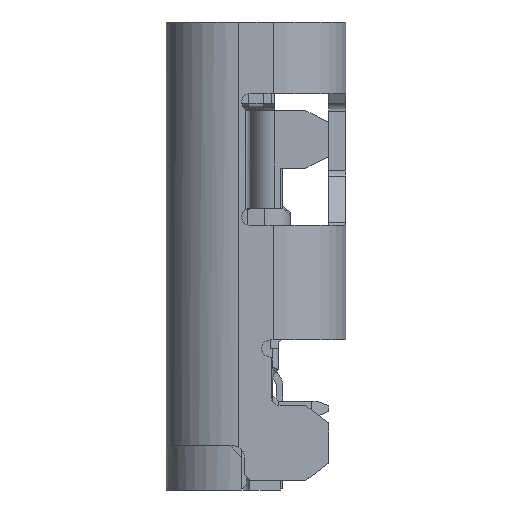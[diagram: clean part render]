
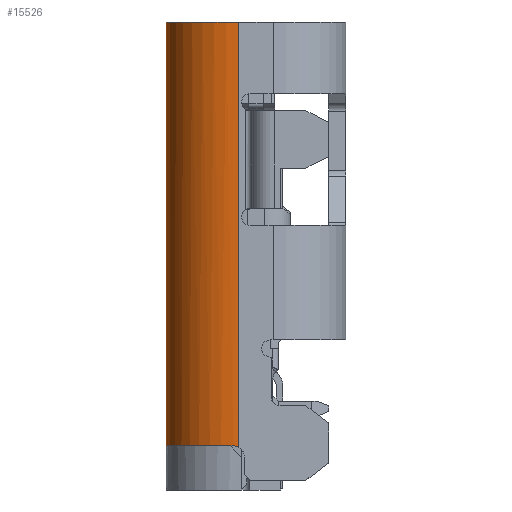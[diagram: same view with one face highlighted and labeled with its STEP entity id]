
A CAD part, left-side view. The second image highlights one B-rep face of the part: STEP entity #15526.
In plain terms, the highlighted cylindrical face has radius 1.27 mm (diameter 2.54 mm), a partial arc.
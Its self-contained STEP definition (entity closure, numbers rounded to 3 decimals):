
#127 = EDGE_LOOP ( 'NONE', ( #13873, #16460, #16477, #14221, #18592 ) ) ;
#1050 = CIRCLE ( 'NONE', #22215, 1.27 ) ;
#1077 = CARTESIAN_POINT ( 'NONE',  ( -4.47, 0.3, -3.3 ) ) ;
#1179 = DIRECTION ( 'NONE',  ( 0., 0., 1. ) ) ;
#3675 = DIRECTION ( 'NONE',  ( 0., 0., -1. ) ) ;
#3714 = VECTOR ( 'NONE', #13831, 1000. ) ;
#4251 = CARTESIAN_POINT ( 'NONE',  ( -4.47, 0.3, -2.727 ) ) ;
#4373 = CARTESIAN_POINT ( 'NONE',  ( -4.466, 0.4, -2.7 ) ) ;
#5383 = CARTESIAN_POINT ( 'NONE',  ( -3.2, 0.3, 23.577 ) ) ;
#5895 = CARTESIAN_POINT ( 'NONE',  ( -4.466, 0.4, -2.7 ) ) ;
#6720 = CARTESIAN_POINT ( 'NONE',  ( -4.47, 0.335, -2.708 ) ) ;
#7696 = VERTEX_POINT ( 'NONE', #4251 ) ;
#7737 = DIRECTION ( 'NONE',  ( 0., 0., -1. ) ) ;
#7743 = CYLINDRICAL_SURFACE ( 'NONE', #14806, 1.27 ) ;
#9620 = CARTESIAN_POINT ( 'NONE',  ( -4.47, 0.3, 4.7 ) ) ;
#10421 = EDGE_CURVE ( 'NONE', #19180, #7696, #20714, .T. ) ;
#13097 = EDGE_CURVE ( 'NONE', #18070, #16488, #13735, .T. ) ;
#13735 = CIRCLE ( 'NONE', #24702, 1.27 ) ;
#13831 = DIRECTION ( 'NONE',  ( 0., 0., 1. ) ) ;
#13873 = ORIENTED_EDGE ( 'NONE', *, *, #29476, .F. ) ;
#14221 = ORIENTED_EDGE ( 'NONE', *, *, #13097, .F. ) ;
#14631 = DIRECTION ( 'NONE',  ( -1., 0., 0. ) ) ;
#14806 = AXIS2_PLACEMENT_3D ( 'NONE', #5383, #7737, #14631 ) ;
#15137 = CARTESIAN_POINT ( 'NONE',  ( -3.2, 0.3, 4.7 ) ) ;
#15526 = ADVANCED_FACE ( 'NONE', ( #20104 ), #7743, .T. ) ;
#15609 = EDGE_CURVE ( 'NONE', #7696, #16488, #17912, .T. ) ;
#16460 = ORIENTED_EDGE ( 'NONE', *, *, #10421, .T. ) ;
#16477 = ORIENTED_EDGE ( 'NONE', *, *, #15609, .T. ) ;
#16488 = VERTEX_POINT ( 'NONE', #9620 ) ;
#17244 = VERTEX_POINT ( 'NONE', #26283 ) ;
#17464 = DIRECTION ( 'NONE',  ( -1., 0., 0. ) ) ;
#17479 = DIRECTION ( 'NONE',  ( 0., 0., 1. ) ) ;
#17604 = CARTESIAN_POINT ( 'NONE',  ( -3.2, 0.3, -2.7 ) ) ;
#17912 = LINE ( 'NONE', #1077, #29584 ) ;
#18070 = VERTEX_POINT ( 'NONE', #29252 ) ;
#18289 = CARTESIAN_POINT ( 'NONE',  ( -4.469, 0.357, -2.702 ) ) ;
#18592 = ORIENTED_EDGE ( 'NONE', *, *, #28172, .F. ) ;
#19180 = VERTEX_POINT ( 'NONE', #5895 ) ;
#19937 = DIRECTION ( 'NONE',  ( -1., 0., 0. ) ) ;
#20104 = FACE_OUTER_BOUND ( 'NONE', #127, .T. ) ;
#20714 = B_SPLINE_CURVE_WITH_KNOTS ( 'NONE', 3,
 ( #4373, #18289, #6720, #22983 ),
 .UNSPECIFIED., .F., .F.,
 ( 4, 4 ),
 ( 0., 1. ),
 .UNSPECIFIED. ) ;
#22215 = AXIS2_PLACEMENT_3D ( 'NONE', #17604, #3675, #19937 ) ;
#22983 = CARTESIAN_POINT ( 'NONE',  ( -4.47, 0.3, -2.727 ) ) ;
#23208 = CARTESIAN_POINT ( 'NONE',  ( -3.2, 1.57, -3.3 ) ) ;
#24702 = AXIS2_PLACEMENT_3D ( 'NONE', #15137, #1179, #17464 ) ;
#26283 = CARTESIAN_POINT ( 'NONE',  ( -3.2, 1.57, -2.7 ) ) ;
#28172 = EDGE_CURVE ( 'NONE', #17244, #18070, #28442, .T. ) ;
#28442 = LINE ( 'NONE', #23208, #3714 ) ;
#29252 = CARTESIAN_POINT ( 'NONE',  ( -3.2, 1.57, 4.7 ) ) ;
#29476 = EDGE_CURVE ( 'NONE', #19180, #17244, #1050, .T. ) ;
#29584 = VECTOR ( 'NONE', #17479, 1000. ) ;
